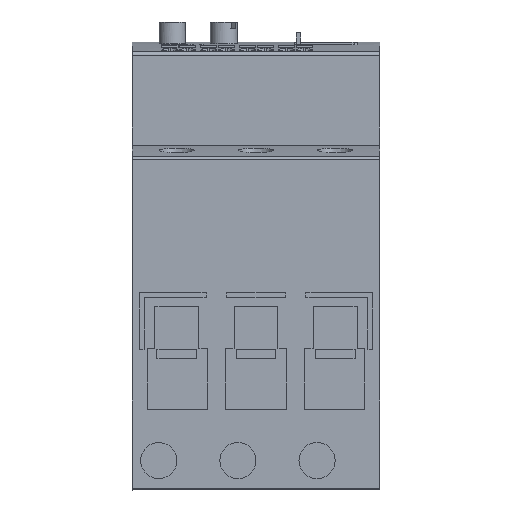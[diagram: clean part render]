
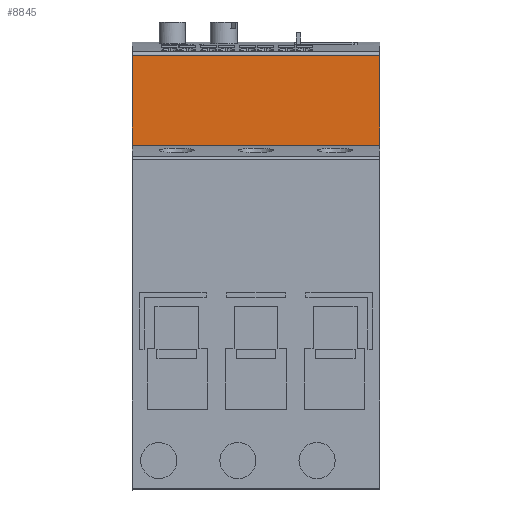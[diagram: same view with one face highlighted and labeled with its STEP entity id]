
A CAD part, front view. The second image highlights one B-rep face of the part: STEP entity #8845.
In plain terms, the highlighted planar face has unit normal (0, -1, 0).
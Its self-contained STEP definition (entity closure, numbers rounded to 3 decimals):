
#6045 = VERTEX_POINT ( 'NONE', #15967 ) ;
#6057 = EDGE_CURVE ( 'NONE', #6045, #6279, #16018, .T. ) ;
#6279 = VERTEX_POINT ( 'NONE', #16085 ) ;
#7073 = VERTEX_POINT ( 'NONE', #16263 ) ;
#7124 = EDGE_CURVE ( 'NONE', #7073, #7242, #16261, .T. ) ;
#7242 = VERTEX_POINT ( 'NONE', #16277 ) ;
#8574 = EDGE_CURVE ( 'NONE', #6279, #7242, #16794, .T. ) ;
#8579 = ORIENTED_EDGE ( 'NONE', *, *, #7124, .F. ) ;
#8776 = ORIENTED_EDGE ( 'NONE', *, *, #6057, .T. ) ;
#8805 = ORIENTED_EDGE ( 'NONE', *, *, #8574, .T. ) ;
#8845 = ADVANCED_FACE ( 'NONE', ( #16821 ), #16806, .T. ) ;
#8880 = EDGE_CURVE ( 'NONE', #6045, #7073, #16801, .T. ) ;
#8895 = EDGE_LOOP ( 'NONE', ( #8986, #8776, #8805, #8579 ) ) ;
#8986 = ORIENTED_EDGE ( 'NONE', *, *, #8880, .F. ) ;
#15967 = CARTESIAN_POINT ( 'NONE',  ( 102.637, -57.045, 92.611 ) ) ;
#15996 = DIRECTION ( 'NONE',  ( 0., 0., -1. ) ) ;
#15997 = VECTOR ( 'NONE', #15996, 1000. ) ;
#16017 = CARTESIAN_POINT ( 'NONE',  ( 102.637, -57.045, 66.3 ) ) ;
#16018 = LINE ( 'NONE', #16017, #15997 ) ;
#16085 = CARTESIAN_POINT ( 'NONE',  ( 102.637, -57.045, 66.3 ) ) ;
#16258 = DIRECTION ( 'NONE',  ( 0., 0., -1. ) ) ;
#16259 = VECTOR ( 'NONE', #16258, 1000. ) ;
#16260 = CARTESIAN_POINT ( 'NONE',  ( 157.437, -57.045, 66.3 ) ) ;
#16261 = LINE ( 'NONE', #16260, #16259 ) ;
#16263 = CARTESIAN_POINT ( 'NONE',  ( 157.437, -57.045, 92.611 ) ) ;
#16277 = CARTESIAN_POINT ( 'NONE',  ( 157.437, -57.045, 66.3 ) ) ;
#16791 = DIRECTION ( 'NONE',  ( 1., 0., 0. ) ) ;
#16792 = VECTOR ( 'NONE', #16791, 1000. ) ;
#16793 = CARTESIAN_POINT ( 'NONE',  ( -21.083, -57.045, 66.3 ) ) ;
#16794 = LINE ( 'NONE', #16793, #16792 ) ;
#16800 = CARTESIAN_POINT ( 'NONE',  ( -21.083, -57.045, 92.611 ) ) ;
#16801 = LINE ( 'NONE', #16800, #16855 ) ;
#16802 = DIRECTION ( 'NONE',  ( 1., 0., 0. ) ) ;
#16803 = DIRECTION ( 'NONE',  ( 0., -1., 0. ) ) ;
#16804 = CARTESIAN_POINT ( 'NONE',  ( -21.083, -57.045, 66.3 ) ) ;
#16805 = AXIS2_PLACEMENT_3D ( 'NONE', #16804, #16803, #16802 ) ;
#16806 = PLANE ( 'NONE',  #16805 ) ;
#16821 = FACE_OUTER_BOUND ( 'NONE', #8895, .T. ) ;
#16854 = DIRECTION ( 'NONE',  ( 1., 0., 0. ) ) ;
#16855 = VECTOR ( 'NONE', #16854, 1000. ) ;
